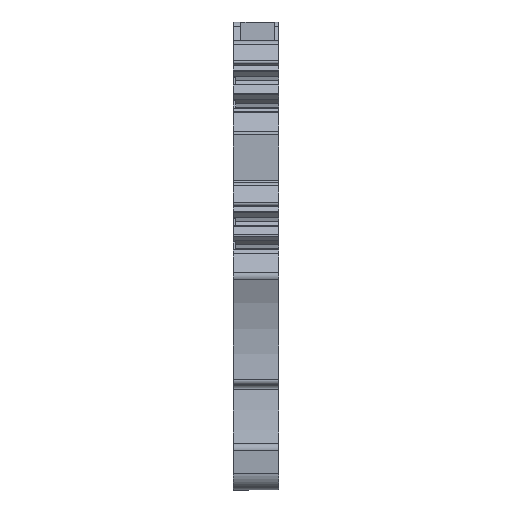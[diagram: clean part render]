
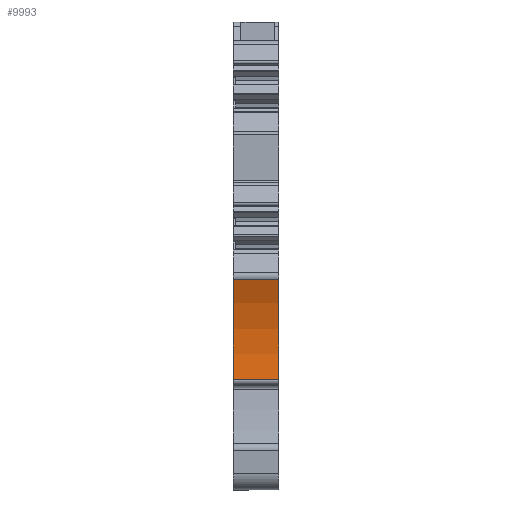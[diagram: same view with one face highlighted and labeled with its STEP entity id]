
A CAD part, front view. The second image highlights one B-rep face of the part: STEP entity #9993.
In plain terms, the highlighted cylindrical face has radius 20 mm (diameter 40 mm), a partial arc.
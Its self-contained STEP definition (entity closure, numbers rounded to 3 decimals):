
#1958=AXIS2_PLACEMENT_3D('Circle Axis2P3D',#1956,#1957,$) ;
#9973=AXIS2_PLACEMENT_3D('Cylinder Axis2P3D',#9970,#9971,#9972) ;
#9977=AXIS2_PLACEMENT_3D('Circle Axis2P3D',#9975,#9976,$) ;
#1953=CARTESIAN_POINT('Vertex',(5.1,0.086,23.838)) ;
#1956=CARTESIAN_POINT('Axis2P3D Location',(5.1,-18.112,15.54)) ;
#1960=CARTESIAN_POINT('Vertex',(5.1,1.652,12.477)) ;
#9955=CARTESIAN_POINT('Vertex',(0.,0.086,23.838)) ;
#9958=CARTESIAN_POINT('Line Origine',(5.1,0.086,23.838)) ;
#9970=CARTESIAN_POINT('Axis2P3D Location',(5.1,-18.112,15.54)) ;
#9975=CARTESIAN_POINT('Axis2P3D Location',(0.,-18.112,15.54)) ;
#9979=CARTESIAN_POINT('Vertex',(0.,1.652,12.477)) ;
#9982=CARTESIAN_POINT('Line Origine',(5.1,1.652,12.477)) ;
#1957=DIRECTION('Axis2P3D Direction',(1.,0.,0.)) ;
#9959=DIRECTION('Vector Direction',(1.,0.,0.)) ;
#9971=DIRECTION('Axis2P3D Direction',(1.,0.,0.)) ;
#9972=DIRECTION('Axis2P3D XDirection',(0.,0.,-1.)) ;
#9976=DIRECTION('Axis2P3D Direction',(1.,0.,0.)) ;
#9983=DIRECTION('Vector Direction',(1.,0.,0.)) ;
#9960=VECTOR('Line Direction',#9959,1.) ;
#9984=VECTOR('Line Direction',#9983,1.) ;
#9988=ORIENTED_EDGE('',*,*,#9981,.F.) ;
#9989=ORIENTED_EDGE('',*,*,#9986,.F.) ;
#9990=ORIENTED_EDGE('',*,*,#1962,.T.) ;
#9991=ORIENTED_EDGE('',*,*,#9962,.T.) ;
#9993=ADVANCED_FACE('V1',(#9992),#9974,.F.) ;
#1959=CIRCLE('generated circle',#1958,20.) ;
#9978=CIRCLE('generated circle',#9977,20.) ;
#9974=CYLINDRICAL_SURFACE('generated cylinder',#9973,20.) ;
#1962=EDGE_CURVE('',#1961,#1954,#1959,.T.) ;
#9962=EDGE_CURVE('',#1954,#9956,#9961,.F.) ;
#9981=EDGE_CURVE('',#9980,#9956,#9978,.T.) ;
#9986=EDGE_CURVE('',#1961,#9980,#9985,.F.) ;
#9987=EDGE_LOOP('',(#9988,#9989,#9990,#9991)) ;
#9992=FACE_OUTER_BOUND('',#9987,.T.) ;
#9961=LINE('Line',#9958,#9960) ;
#9985=LINE('Line',#9982,#9984) ;
#1954=VERTEX_POINT('',#1953) ;
#1961=VERTEX_POINT('',#1960) ;
#9956=VERTEX_POINT('',#9955) ;
#9980=VERTEX_POINT('',#9979) ;
